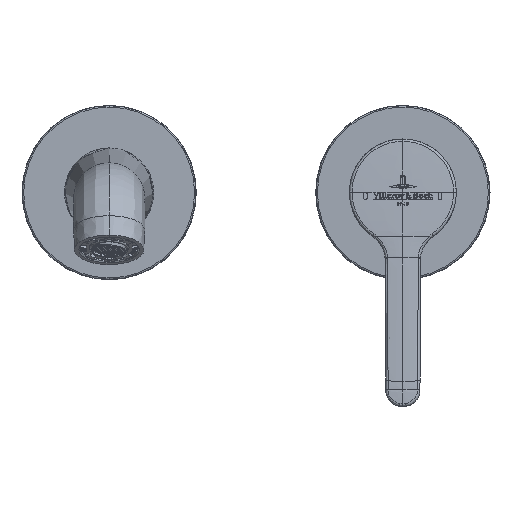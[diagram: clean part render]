
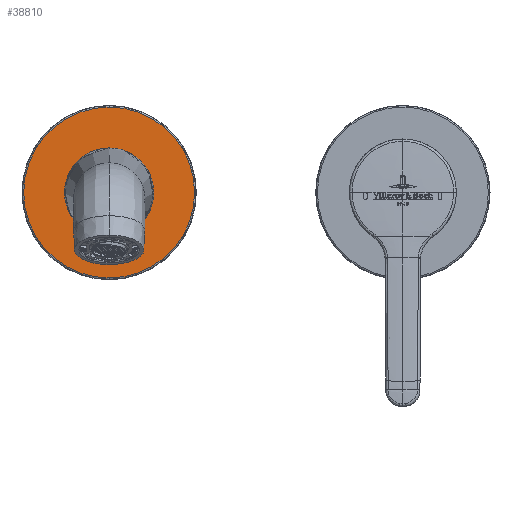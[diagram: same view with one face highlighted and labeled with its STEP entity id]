
A CAD part, top view. The second image highlights one B-rep face of the part: STEP entity #38810.
In plain terms, the highlighted planar face has unit normal (0, 0, 1).
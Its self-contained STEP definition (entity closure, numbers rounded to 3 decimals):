
#26086=CARTESIAN_POINT('',(-110.,0.,77.));
#26087=DIRECTION('',(0.,0.,1.));
#26088=DIRECTION('',(0.,1.,0.));
#26089=AXIS2_PLACEMENT_3D('',#26086,#26087,#26088);
#26091=CARTESIAN_POINT('',(-110.,0.,77.));
#26092=DIRECTION('',(0.,0.,1.));
#26093=DIRECTION('',(0.,-1.,0.));
#26094=AXIS2_PLACEMENT_3D('',#26091,#26092,#26093);
#26096=CARTESIAN_POINT('',(-110.,-16.7,77.));
#26097=CARTESIAN_POINT('',(-112.186,-16.7,77.));
#26098=CARTESIAN_POINT('',(-116.557,-15.83,77.));
#26099=CARTESIAN_POINT('',(-122.116,-12.116,77.));
#26100=CARTESIAN_POINT('',(-125.83,-6.557,77.));
#26101=CARTESIAN_POINT('',(-127.135,0.,77.));
#26102=CARTESIAN_POINT('',(-125.83,6.557,77.));
#26103=CARTESIAN_POINT('',(-122.116,12.116,77.));
#26104=CARTESIAN_POINT('',(-116.557,15.83,77.));
#26105=CARTESIAN_POINT('',(-112.186,16.7,77.));
#26106=CARTESIAN_POINT('',(-110.,16.7,77.));
#26108=CARTESIAN_POINT('',(-110.,16.7,77.));
#26109=CARTESIAN_POINT('',(-107.814,16.7,77.));
#26110=CARTESIAN_POINT('',(-103.443,15.83,77.));
#26111=CARTESIAN_POINT('',(-97.884,12.116,77.));
#26112=CARTESIAN_POINT('',(-94.17,6.557,77.));
#26113=CARTESIAN_POINT('',(-92.865,0.,77.));
#26114=CARTESIAN_POINT('',(-94.17,-6.557,77.));
#26115=CARTESIAN_POINT('',(-97.884,-12.116,77.));
#26116=CARTESIAN_POINT('',(-103.443,-15.83,77.));
#26117=CARTESIAN_POINT('',(-107.814,-16.7,77.));
#26118=CARTESIAN_POINT('',(-110.,-16.7,77.));
#33052=CARTESIAN_POINT('',(-110.,32.009,77.));
#33053=CARTESIAN_POINT('',(-110.,-32.009,77.));
#33054=VERTEX_POINT('',#33052);
#33055=VERTEX_POINT('',#33053);
#33064=VERTEX_POINT('',#26096);
#33065=VERTEX_POINT('',#26106);
#38794=CARTESIAN_POINT('',(-110.,0.,77.));
#38795=DIRECTION('',(0.,0.,-1.));
#38796=DIRECTION('',(0.,1.,0.));
#38797=AXIS2_PLACEMENT_3D('',#38794,#38795,#38796);
#38798=PLANE('',#38797);
#38800=ORIENTED_EDGE('',*,*,#38799,.F.);
#38802=ORIENTED_EDGE('',*,*,#38801,.F.);
#38803=EDGE_LOOP('',(#38800,#38802));
#38804=FACE_OUTER_BOUND('',#38803,.F.);
#38805=ORIENTED_EDGE('',*,*,#38773,.F.);
#38807=ORIENTED_EDGE('',*,*,#38806,.F.);
#38808=EDGE_LOOP('',(#38805,#38807));
#38809=FACE_BOUND('',#38808,.F.);
#26090=CIRCLE('',#26089,32.009);
#26095=CIRCLE('',#26094,32.009);
#26107=B_SPLINE_CURVE_WITH_KNOTS('',3,(#26096,#26097,#26098,#26099,#26100,
#26101,#26102,#26103,#26104,#26105,#26106),.UNSPECIFIED.,.F.,.F.,(4,1,1,1,1,1,1,
1,4),(0.,0.125,0.25,0.375,0.5,0.625,0.75,0.875,1.),
.UNSPECIFIED.);
#26119=B_SPLINE_CURVE_WITH_KNOTS('',3,(#26108,#26109,#26110,#26111,#26112,
#26113,#26114,#26115,#26116,#26117,#26118),.UNSPECIFIED.,.F.,.F.,(4,1,1,1,1,1,1,
1,4),(0.,0.125,0.25,0.375,0.5,0.625,0.75,0.875,1.),
.UNSPECIFIED.);
#38773=EDGE_CURVE('',#33064,#33065,#26107,.T.);
#38799=EDGE_CURVE('',#33054,#33055,#26090,.T.);
#38801=EDGE_CURVE('',#33055,#33054,#26095,.T.);
#38806=EDGE_CURVE('',#33065,#33064,#26119,.T.);
#38810=ADVANCED_FACE('',(#38804,#38809),#38798,.F.);
